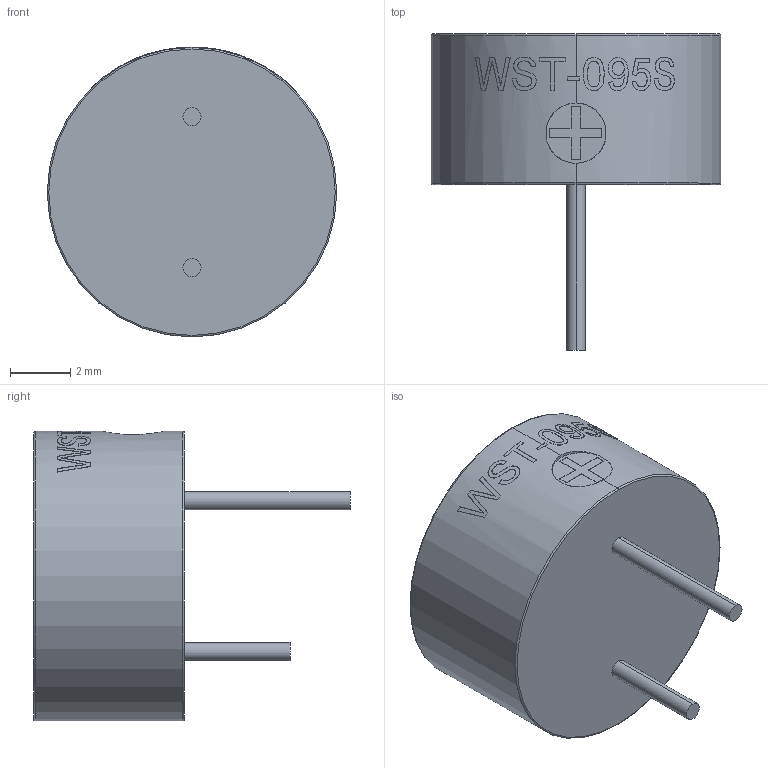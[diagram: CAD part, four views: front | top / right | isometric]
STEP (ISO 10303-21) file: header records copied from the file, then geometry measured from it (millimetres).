
FILE_DESCRIPTION (( 'STEP AP203' ), '1' );
FILE_NAME ('WST-0905S.STEP', '2016-11-28T18:49:25', ( 'Gem' ), ( '' ), 'SwSTEP 2.0', 'SolidWorks 2013', '' );
FILE_SCHEMA (( 'CONFIG_CONTROL_DESIGN' ));
Length unit declared in the file: millimetre
Products named in the file (1): WST-0905S
Bounding box: 9.6 x 10.5 x 9.61 mm (x, y, z)
Volume: 363.1 mm3; surface area: 318.9 mm2
Topology: 4 solids, 4 shells, 149 faces, 389 edges, 258 vertices
Faces by surface type: bspline 79, plane 46, cylinder 20, torus 4
Entity records: 9927 total; most frequent: CARTESIAN_POINT 6857, ORIENTED_EDGE 778, EDGE_CURVE 389, DIRECTION 342, VERTEX_POINT 258, B_SPLINE_CURVE_WITH_KNOTS 251, EDGE_LOOP 159, FACE_OUTER_BOUND 149
